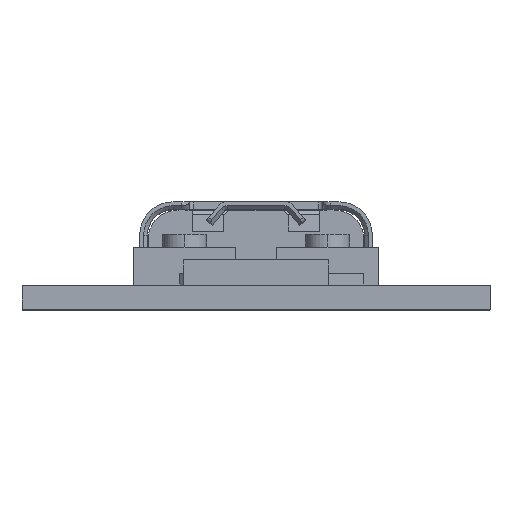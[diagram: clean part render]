
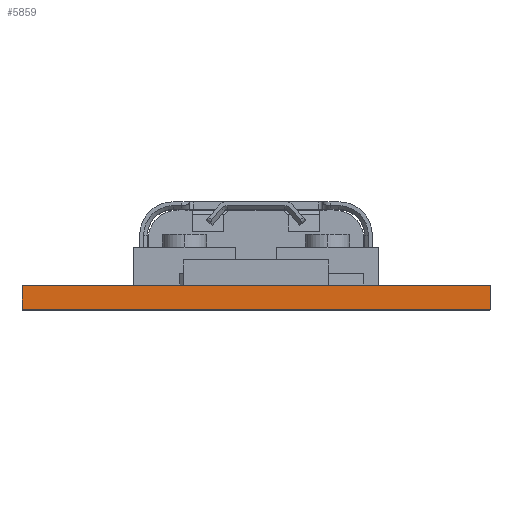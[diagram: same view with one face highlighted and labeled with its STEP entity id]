
A CAD part, top view. The second image highlights one B-rep face of the part: STEP entity #5859.
In plain terms, the highlighted face is planar.
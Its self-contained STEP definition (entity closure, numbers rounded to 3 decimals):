
#2070 = EDGE_CURVE ( 'NONE', #27152, #32349, #12666, .T. ) ;
#2746 = CARTESIAN_POINT ( 'NONE',  ( -9., 0.9, -11.35 ) ) ;
#3063 = DIRECTION ( 'NONE',  ( 0., -1., 0. ) ) ;
#4293 = EDGE_CURVE ( 'NONE', #26783, #32349, #14840, .T. ) ;
#4296 = DIRECTION ( 'NONE',  ( -1., 0., 0. ) ) ;
#5262 = EDGE_CURVE ( 'NONE', #8217, #27152, #6667, .T. ) ;
#5373 = ORIENTED_EDGE ( 'NONE', *, *, #5262, .F. ) ;
#5556 = PLANE ( 'NONE',  #9561 ) ;
#5859 = ADVANCED_FACE ( 'NONE', ( #28603 ), #5556, .F. ) ;
#6667 = LINE ( 'NONE', #11689, #32749 ) ;
#6787 = DIRECTION ( 'NONE',  ( -1., 0., 0. ) ) ;
#7647 = VECTOR ( 'NONE', #3063, 1000. ) ;
#8217 = VERTEX_POINT ( 'NONE', #20038 ) ;
#8711 = CARTESIAN_POINT ( 'NONE',  ( -9., 0., -11.35 ) ) ;
#9561 = AXIS2_PLACEMENT_3D ( 'NONE', #26071, #15952, #26231 ) ;
#11689 = CARTESIAN_POINT ( 'NONE',  ( 9., 0.9, -11.35 ) ) ;
#12666 = LINE ( 'NONE', #2746, #26055 ) ;
#13169 = DIRECTION ( 'NONE',  ( 0., -1., 0. ) ) ;
#14840 = LINE ( 'NONE', #25291, #20300 ) ;
#15952 = DIRECTION ( 'NONE',  ( 0., 0., 1. ) ) ;
#16532 = ORIENTED_EDGE ( 'NONE', *, *, #4293, .T. ) ;
#16829 = ORIENTED_EDGE ( 'NONE', *, *, #2070, .F. ) ;
#20038 = CARTESIAN_POINT ( 'NONE',  ( 9., 0.9, -11.35 ) ) ;
#20300 = VECTOR ( 'NONE', #6787, 1000. ) ;
#20641 = CARTESIAN_POINT ( 'NONE',  ( 9., 0., -11.35 ) ) ;
#21111 = CARTESIAN_POINT ( 'NONE',  ( -9., 0.9, -11.35 ) ) ;
#21173 = EDGE_LOOP ( 'NONE', ( #16532, #16829, #5373, #32597 ) ) ;
#23415 = CARTESIAN_POINT ( 'NONE',  ( 9., 0.9, -11.35 ) ) ;
#25291 = CARTESIAN_POINT ( 'NONE',  ( 9., 0., -11.35 ) ) ;
#25458 = LINE ( 'NONE', #23415, #7647 ) ;
#26055 = VECTOR ( 'NONE', #13169, 1000. ) ;
#26071 = CARTESIAN_POINT ( 'NONE',  ( 9., 0.9, -11.35 ) ) ;
#26231 = DIRECTION ( 'NONE',  ( 1., 0., 0. ) ) ;
#26783 = VERTEX_POINT ( 'NONE', #20641 ) ;
#27152 = VERTEX_POINT ( 'NONE', #21111 ) ;
#28603 = FACE_OUTER_BOUND ( 'NONE', #21173, .T. ) ;
#30378 = EDGE_CURVE ( 'NONE', #8217, #26783, #25458, .T. ) ;
#32349 = VERTEX_POINT ( 'NONE', #8711 ) ;
#32597 = ORIENTED_EDGE ( 'NONE', *, *, #30378, .T. ) ;
#32749 = VECTOR ( 'NONE', #4296, 1000. ) ;
